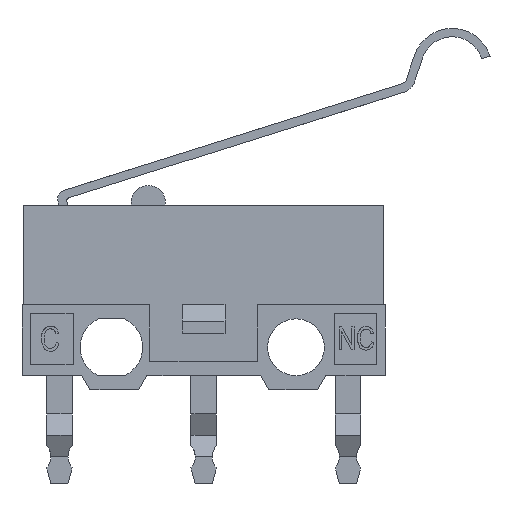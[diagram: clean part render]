
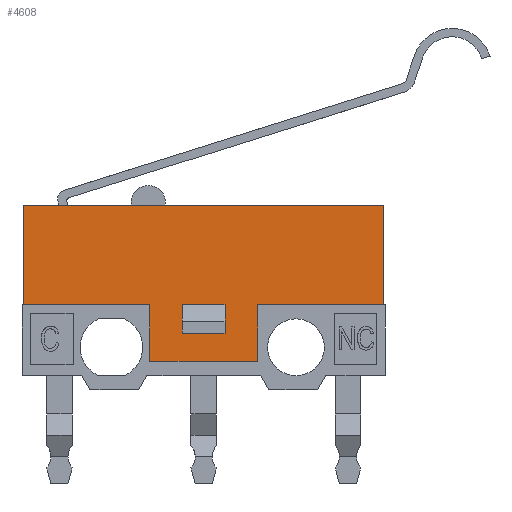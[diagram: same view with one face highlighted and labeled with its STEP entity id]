
A CAD part, front view. The second image highlights one B-rep face of the part: STEP entity #4608.
In plain terms, the highlighted planar face has unit normal (0, -1, 0).
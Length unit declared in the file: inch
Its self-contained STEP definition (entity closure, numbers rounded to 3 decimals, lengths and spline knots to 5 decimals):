
#33=FACE_BOUND('',#696,.T.);
#437=FACE_OUTER_BOUND('',#695,.T.);
#695=EDGE_LOOP('',(#4113,#4114,#4115,#4116,#4117,#4118,#4119,#4120));
#696=EDGE_LOOP('',(#4121,#4122,#4123,#4124,#4125,#4126));
#947=LINE('',#6664,#1490);
#958=LINE('',#6688,#1501);
#962=LINE('',#6696,#1505);
#965=LINE('',#6702,#1508);
#968=LINE('',#6708,#1511);
#975=LINE('',#6722,#1518);
#1080=LINE('',#7226,#1623);
#1084=LINE('',#7233,#1627);
#1146=LINE('',#7369,#1689);
#1162=LINE('',#7398,#1705);
#1231=LINE('',#7596,#1774);
#1241=LINE('',#7617,#1784);
#1245=LINE('',#7625,#1788);
#1246=LINE('',#7627,#1789);
#1490=VECTOR('',#5461,0.3937);
#1501=VECTOR('',#5478,0.3937);
#1505=VECTOR('',#5484,0.3937);
#1508=VECTOR('',#5489,0.3937);
#1511=VECTOR('',#5494,0.3937);
#1518=VECTOR('',#5503,0.3937);
#1623=VECTOR('',#5682,0.3937);
#1627=VECTOR('',#5688,0.3937);
#1689=VECTOR('',#5814,0.3937);
#1705=VECTOR('',#5842,0.3937);
#1774=VECTOR('',#6041,0.3937);
#1784=VECTOR('',#6067,0.3937);
#1788=VECTOR('',#6075,0.3937);
#1789=VECTOR('',#6078,0.3937);
#1985=VERTEX_POINT('',#6662);
#1986=VERTEX_POINT('',#6663);
#1995=VERTEX_POINT('',#6686);
#1996=VERTEX_POINT('',#6687);
#1999=VERTEX_POINT('',#6695);
#2001=VERTEX_POINT('',#6701);
#2003=VERTEX_POINT('',#6707);
#2009=VERTEX_POINT('',#6721);
#2098=VERTEX_POINT('',#7224);
#2099=VERTEX_POINT('',#7225);
#2143=VERTEX_POINT('',#7367);
#2150=VERTEX_POINT('',#7396);
#2216=VERTEX_POINT('',#7613);
#2219=VERTEX_POINT('',#7623);
#2507=EDGE_CURVE('',#1985,#1986,#947,.T.);
#2518=EDGE_CURVE('',#1995,#1996,#958,.T.);
#2522=EDGE_CURVE('',#1999,#1996,#962,.T.);
#2525=EDGE_CURVE('',#2001,#1999,#965,.T.);
#2528=EDGE_CURVE('',#2003,#2001,#968,.T.);
#2535=EDGE_CURVE('',#1995,#2009,#975,.T.);
#2672=EDGE_CURVE('',#2098,#2099,#1080,.T.);
#2676=EDGE_CURVE('',#1986,#2098,#1084,.T.);
#2744=EDGE_CURVE('',#2099,#2143,#1146,.T.);
#2760=EDGE_CURVE('',#2143,#2150,#1162,.T.);
#2857=EDGE_CURVE('',#2150,#1985,#1231,.T.);
#2867=EDGE_CURVE('',#2003,#2216,#1241,.T.);
#2871=EDGE_CURVE('',#2009,#2219,#1245,.T.);
#2872=EDGE_CURVE('',#2219,#2216,#1246,.T.);
#4113=ORIENTED_EDGE('',*,*,#2872,.T.);
#4114=ORIENTED_EDGE('',*,*,#2867,.F.);
#4115=ORIENTED_EDGE('',*,*,#2528,.T.);
#4116=ORIENTED_EDGE('',*,*,#2525,.T.);
#4117=ORIENTED_EDGE('',*,*,#2522,.T.);
#4118=ORIENTED_EDGE('',*,*,#2518,.F.);
#4119=ORIENTED_EDGE('',*,*,#2535,.T.);
#4120=ORIENTED_EDGE('',*,*,#2871,.T.);
#4121=ORIENTED_EDGE('',*,*,#2672,.T.);
#4122=ORIENTED_EDGE('',*,*,#2744,.T.);
#4123=ORIENTED_EDGE('',*,*,#2760,.T.);
#4124=ORIENTED_EDGE('',*,*,#2857,.T.);
#4125=ORIENTED_EDGE('',*,*,#2507,.T.);
#4126=ORIENTED_EDGE('',*,*,#2676,.T.);
#4368=PLANE('',#4930);
#4608=ADVANCED_FACE('',(#437,#33),#4368,.T.);
#4930=AXIS2_PLACEMENT_3D('',#7626,#6076,#6077);
#5461=DIRECTION('',(0.,0.,-1.));
#5478=DIRECTION('',(0.,0.,-1.));
#5484=DIRECTION('',(1.,0.,0.));
#5489=DIRECTION('',(0.,0.,-1.));
#5494=DIRECTION('',(1.,0.,0.));
#5503=DIRECTION('',(1.,0.,0.));
#5682=DIRECTION('',(0.,0.,1.));
#5688=DIRECTION('',(-1.,0.,0.));
#5814=DIRECTION('',(0.,0.,1.));
#5842=DIRECTION('',(1.,0.,0.));
#6041=DIRECTION('',(0.,0.,-1.));
#6067=DIRECTION('',(0.,0.,1.));
#6075=DIRECTION('',(0.,0.,1.));
#6076=DIRECTION('center_axis',(0.,-1.,0.));
#6077=DIRECTION('ref_axis',(0.,0.,-1.));
#6078=DIRECTION('',(-1.,0.,0.));
#6662=CARTESIAN_POINT('',(0.02953,-0.1122,-0.02126));
#6663=CARTESIAN_POINT('',(0.02953,-0.1122,-0.03937));
#6664=CARTESIAN_POINT('',(0.02953,-0.1122,-0.01969));
#6686=CARTESIAN_POINT('',(0.0748,-0.1122,0.));
#6687=CARTESIAN_POINT('',(0.0748,-0.1122,-0.07874));
#6688=CARTESIAN_POINT('',(0.0748,-0.1122,0.));
#6695=CARTESIAN_POINT('',(-0.0748,-0.1122,-0.07874));
#6696=CARTESIAN_POINT('',(0.0748,-0.1122,-0.07874));
#6701=CARTESIAN_POINT('',(-0.0748,-0.1122,0.));
#6702=CARTESIAN_POINT('',(-0.0748,-0.1122,0.));
#6707=CARTESIAN_POINT('',(-0.25,-0.1122,0.));
#6708=CARTESIAN_POINT('',(-0.25,-0.1122,0.));
#6721=CARTESIAN_POINT('',(0.25,-0.1122,0.));
#6722=CARTESIAN_POINT('',(-0.25,-0.1122,0.));
#7224=CARTESIAN_POINT('',(-0.02953,-0.1122,-0.03937));
#7225=CARTESIAN_POINT('',(-0.02953,-0.1122,-0.02126));
#7226=CARTESIAN_POINT('',(-0.02953,-0.1122,0.));
#7233=CARTESIAN_POINT('',(0.11024,-0.1122,-0.03937));
#7367=CARTESIAN_POINT('',(-0.02953,-0.1122,0.));
#7369=CARTESIAN_POINT('',(-0.02953,-0.1122,0.));
#7396=CARTESIAN_POINT('',(0.02953,-0.1122,0.));
#7398=CARTESIAN_POINT('',(0.13976,-0.1122,0.));
#7596=CARTESIAN_POINT('',(0.02953,-0.1122,-0.01969));
#7613=CARTESIAN_POINT('',(-0.25,-0.1122,0.1378));
#7617=CARTESIAN_POINT('',(-0.25,-0.1122,0.));
#7623=CARTESIAN_POINT('',(0.25,-0.1122,0.1378));
#7625=CARTESIAN_POINT('',(0.25,-0.1122,0.));
#7626=CARTESIAN_POINT('Origin',(0.25,-0.1122,0.));
#7627=CARTESIAN_POINT('',(-0.25,-0.1122,0.1378));
